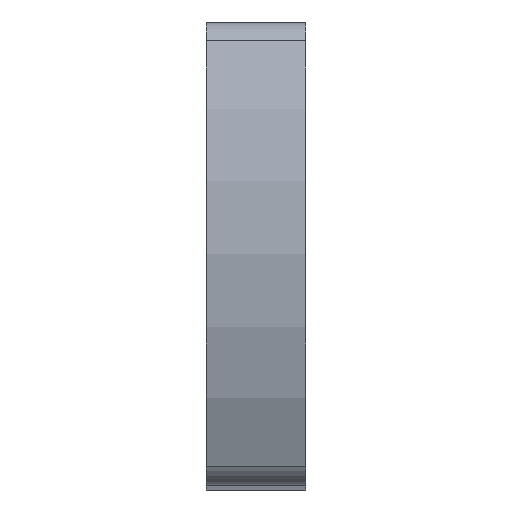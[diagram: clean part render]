
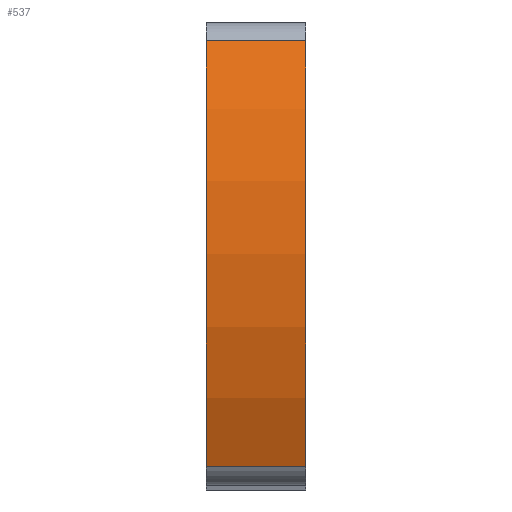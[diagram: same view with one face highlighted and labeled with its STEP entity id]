
A CAD part, top view. The second image highlights one B-rep face of the part: STEP entity #537.
In plain terms, the highlighted cylindrical face has radius 47.625 mm (diameter 95.25 mm), a partial arc.
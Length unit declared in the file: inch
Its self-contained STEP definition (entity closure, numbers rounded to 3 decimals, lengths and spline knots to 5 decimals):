
#5 = EDGE_CURVE ( 'NONE', #1258, #993, #285, .T. ) ;
#52 = CARTESIAN_POINT ( 'NONE',  ( 0.1875, 0.44643, 1.69408 ) ) ;
#80 = CARTESIAN_POINT ( 'NONE',  ( -0.1875, 1.25, 0. ) ) ;
#216 = EDGE_CURVE ( 'NONE', #993, #805, #392, .T. ) ;
#219 = VECTOR ( 'NONE', #1282, 39.37008 ) ;
#261 = ORIENTED_EDGE ( 'NONE', *, *, #883, .F. ) ;
#285 = LINE ( 'NONE', #1528, #219 ) ;
#319 = LINE ( 'NONE', #452, #394 ) ;
#333 = EDGE_CURVE ( 'NONE', #805, #1153, #319, .T. ) ;
#335 = DIRECTION ( 'NONE',  ( 0., 0., -1. ) ) ;
#392 = CIRCLE ( 'NONE', #1319, 1.875 ) ;
#394 = VECTOR ( 'NONE', #909, 39.37008 ) ;
#449 = CARTESIAN_POINT ( 'NONE',  ( 0.1875, 2.05357, 1.69408 ) ) ;
#452 = CARTESIAN_POINT ( 'NONE',  ( -0.1875, 2.05357, 1.69408 ) ) ;
#523 = ORIENTED_EDGE ( 'NONE', *, *, #5, .T. ) ;
#537 = ADVANCED_FACE ( 'NONE', ( #957 ), #825, .T. ) ;
#587 = CARTESIAN_POINT ( 'NONE',  ( -0.1875, 2.05357, 1.69408 ) ) ;
#608 = AXIS2_PLACEMENT_3D ( 'NONE', #80, #892, #1373 ) ;
#628 = CIRCLE ( 'NONE', #608, 1.875 ) ;
#723 = DIRECTION ( 'NONE',  ( 1., 0., 0. ) ) ;
#742 = AXIS2_PLACEMENT_3D ( 'NONE', #1060, #723, #1309 ) ;
#772 = DIRECTION ( 'NONE',  ( -1., 0., 0. ) ) ;
#805 = VERTEX_POINT ( 'NONE', #449 ) ;
#825 = CYLINDRICAL_SURFACE ( 'NONE', #742, 1.875 ) ;
#879 = ORIENTED_EDGE ( 'NONE', *, *, #216, .T. ) ;
#883 = EDGE_CURVE ( 'NONE', #1258, #1153, #628, .T. ) ;
#892 = DIRECTION ( 'NONE',  ( -1., 0., 0. ) ) ;
#909 = DIRECTION ( 'NONE',  ( -1., 0., 0. ) ) ;
#957 = FACE_OUTER_BOUND ( 'NONE', #1407, .T. ) ;
#993 = VERTEX_POINT ( 'NONE', #52 ) ;
#1060 = CARTESIAN_POINT ( 'NONE',  ( -0.1875, 1.25, 0. ) ) ;
#1112 = ORIENTED_EDGE ( 'NONE', *, *, #333, .T. ) ;
#1153 = VERTEX_POINT ( 'NONE', #587 ) ;
#1258 = VERTEX_POINT ( 'NONE', #1463 ) ;
#1282 = DIRECTION ( 'NONE',  ( 1., 0., 0. ) ) ;
#1309 = DIRECTION ( 'NONE',  ( 0., 0., -1. ) ) ;
#1319 = AXIS2_PLACEMENT_3D ( 'NONE', #1378, #772, #335 ) ;
#1373 = DIRECTION ( 'NONE',  ( 0., 0., -1. ) ) ;
#1378 = CARTESIAN_POINT ( 'NONE',  ( 0.1875, 1.25, 0. ) ) ;
#1407 = EDGE_LOOP ( 'NONE', ( #879, #1112, #261, #523 ) ) ;
#1463 = CARTESIAN_POINT ( 'NONE',  ( -0.1875, 0.44643, 1.69408 ) ) ;
#1528 = CARTESIAN_POINT ( 'NONE',  ( -0.1875, 0.44643, 1.69408 ) ) ;
